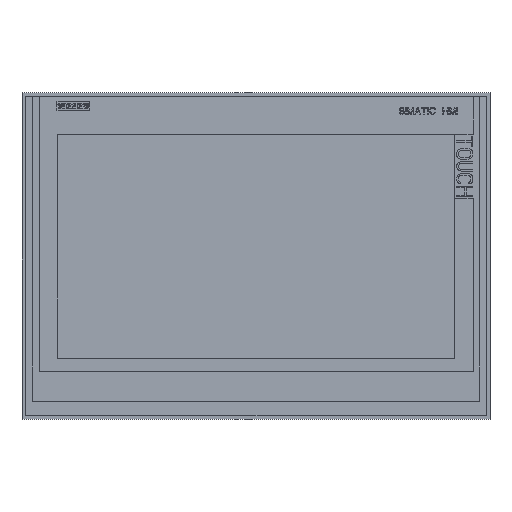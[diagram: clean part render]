
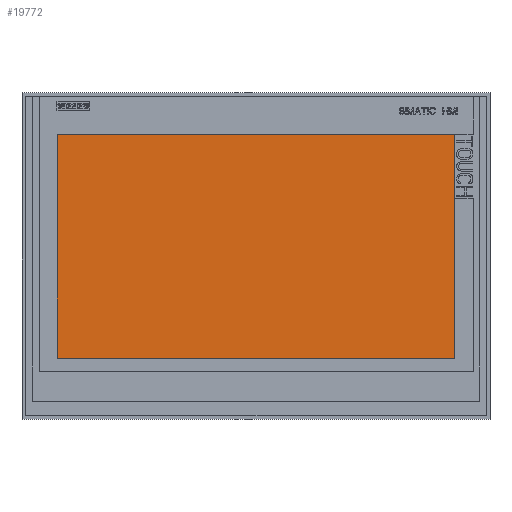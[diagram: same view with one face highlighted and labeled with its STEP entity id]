
A CAD part, top view. The second image highlights one B-rep face of the part: STEP entity #19772.
In plain terms, the highlighted planar face has unit normal (0, 0, 1).
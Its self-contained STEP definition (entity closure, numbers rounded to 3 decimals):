
#4474=LINE('',#67439,#9810);
#4478=LINE('',#67447,#9814);
#4480=LINE('',#67451,#9816);
#4481=LINE('',#67453,#9817);
#9810=VECTOR('',#55834,1.);
#9814=VECTOR('',#55842,1.);
#9816=VECTOR('',#55846,1.);
#9817=VECTOR('',#55849,1.);
#14961=FACE_OUTER_BOUND('',#23466,.T.);
#17346=PLANE('',#51349);
#19772=ADVANCED_FACE('',(#14961),#17346,.T.);
#23466=EDGE_LOOP('',(#28274,#28275,#28276,#28277));
#28274=ORIENTED_EDGE('',*,*,#44723,.T.);
#28275=ORIENTED_EDGE('',*,*,#44727,.T.);
#28276=ORIENTED_EDGE('',*,*,#44729,.T.);
#28277=ORIENTED_EDGE('',*,*,#44730,.T.);
#39946=VERTEX_POINT('',#67438);
#39947=VERTEX_POINT('',#67440);
#39948=VERTEX_POINT('',#67446);
#39949=VERTEX_POINT('',#67450);
#44723=EDGE_CURVE('',#39947,#39946,#4474,.T.);
#44727=EDGE_CURVE('',#39946,#39948,#4478,.T.);
#44729=EDGE_CURVE('',#39948,#39949,#4480,.T.);
#44730=EDGE_CURVE('',#39949,#39947,#4481,.T.);
#51349=AXIS2_PLACEMENT_3D('',#67455,#55852,#55853);
#55834=DIRECTION('',(0.,-1.,0.));
#55842=DIRECTION('',(1.,0.,0.));
#55846=DIRECTION('',(0.,1.,0.));
#55849=DIRECTION('',(-1.,0.,0.));
#55852=DIRECTION('',(0.,0.,1.));
#55853=DIRECTION('',(1.,0.,0.));
#67438=CARTESIAN_POINT('',(-205.2,-139.5,3.));
#67439=CARTESIAN_POINT('',(-205.2,91.5,3.));
#67440=CARTESIAN_POINT('',(-205.2,91.5,3.));
#67446=CARTESIAN_POINT('',(205.2,-139.5,3.));
#67447=CARTESIAN_POINT('',(-205.2,-139.5,3.));
#67450=CARTESIAN_POINT('',(205.2,91.5,3.));
#67451=CARTESIAN_POINT('',(205.2,-139.5,3.));
#67453=CARTESIAN_POINT('',(205.2,91.5,3.));
#67455=CARTESIAN_POINT('',(-205.2,-139.5,3.));
